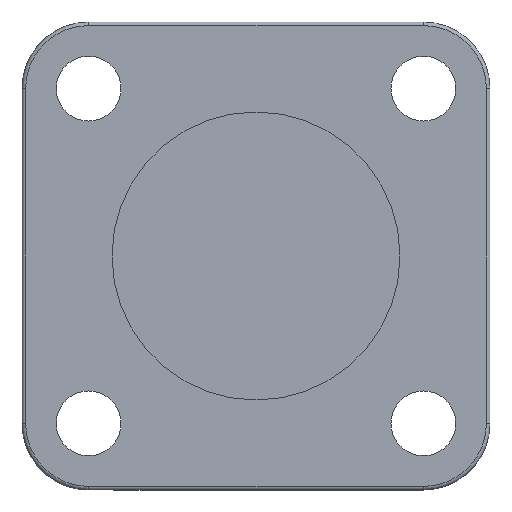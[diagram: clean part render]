
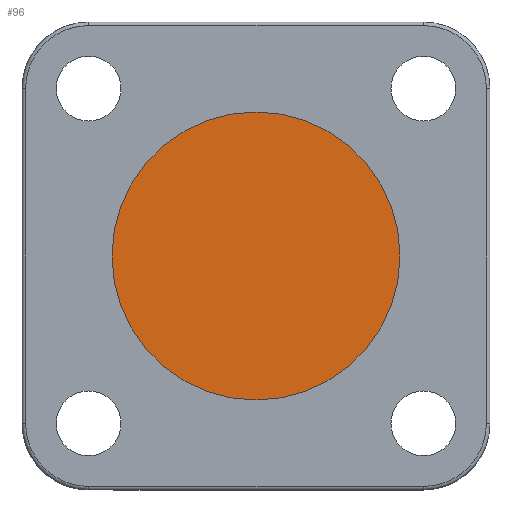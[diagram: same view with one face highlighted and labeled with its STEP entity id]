
A CAD part, front view. The second image highlights one B-rep face of the part: STEP entity #96.
In plain terms, the highlighted planar face has unit normal (0, -1, 0).
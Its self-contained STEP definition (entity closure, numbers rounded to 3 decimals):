
#96 = ADVANCED_FACE ( 'NONE', ( #894 ), #2960, .T. ) ;
#121 = VERTEX_POINT ( 'NONE', #3167 ) ;
#329 = DIRECTION ( 'NONE',  ( 0., 0., -1. ) ) ;
#340 = DIRECTION ( 'NONE',  ( 0., -1., 0. ) ) ;
#357 = CARTESIAN_POINT ( 'NONE',  ( 0., 5., 0. ) ) ;
#552 = VERTEX_POINT ( 'NONE', #4500 ) ;
#894 = FACE_OUTER_BOUND ( 'NONE', #4992, .T. ) ;
#1017 = AXIS2_PLACEMENT_3D ( 'NONE', #357, #340, #329 ) ;
#1257 = ORIENTED_EDGE ( 'NONE', *, *, #4866, .T. ) ;
#1947 = ORIENTED_EDGE ( 'NONE', *, *, #3097, .T. ) ;
#2055 = CARTESIAN_POINT ( 'NONE',  ( 0., 5., 0. ) ) ;
#2068 = AXIS2_PLACEMENT_3D ( 'NONE', #2764, #2991, #3030 ) ;
#2423 = AXIS2_PLACEMENT_3D ( 'NONE', #2055, #5050, #5017 ) ;
#2539 = CIRCLE ( 'NONE', #2423, 20. ) ;
#2764 = CARTESIAN_POINT ( 'NONE',  ( 0., 5., 0. ) ) ;
#2960 = PLANE ( 'NONE',  #2068 ) ;
#2991 = DIRECTION ( 'NONE',  ( 0., -1., 0. ) ) ;
#3030 = DIRECTION ( 'NONE',  ( 0., 0., -1. ) ) ;
#3097 = EDGE_CURVE ( 'NONE', #552, #121, #3743, .T. ) ;
#3167 = CARTESIAN_POINT ( 'NONE',  ( 0., 5., -20. ) ) ;
#3743 = CIRCLE ( 'NONE', #1017, 20. ) ;
#4500 = CARTESIAN_POINT ( 'NONE',  ( 0., 5., 20. ) ) ;
#4866 = EDGE_CURVE ( 'NONE', #121, #552, #2539, .T. ) ;
#4992 = EDGE_LOOP ( 'NONE', ( #1257, #1947 ) ) ;
#5017 = DIRECTION ( 'NONE',  ( 0., 0., -1. ) ) ;
#5050 = DIRECTION ( 'NONE',  ( 0., -1., 0. ) ) ;
